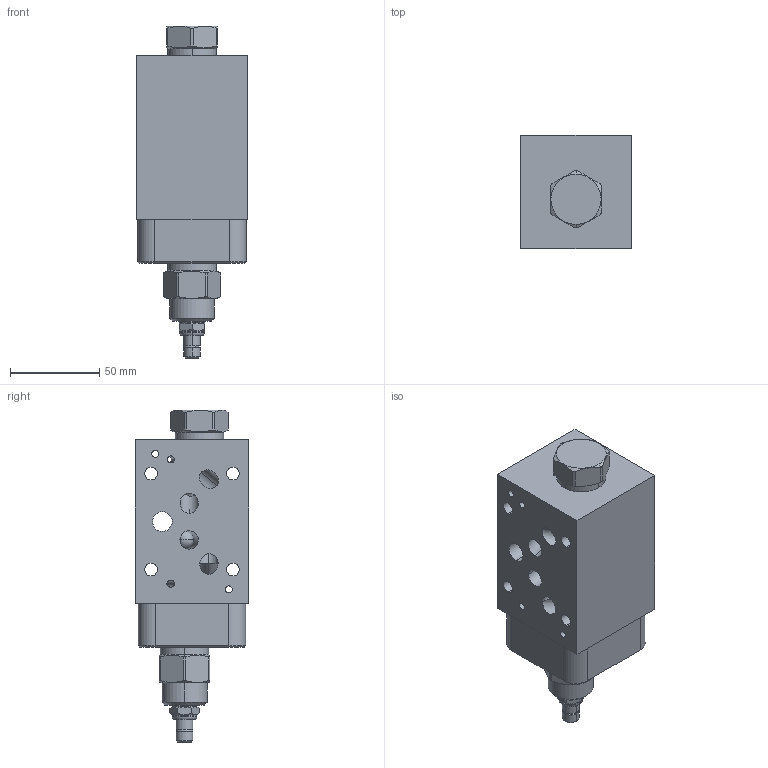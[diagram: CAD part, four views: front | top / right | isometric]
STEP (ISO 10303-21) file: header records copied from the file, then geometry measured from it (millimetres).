
FILE_DESCRIPTION((''),'2;1');
FILE_NAME('RPGCLAN-CJ2_ASM','2021-04-28T',('ProEService'),(''),'PRO/ENGINEER BY PARAMETRIC TECHNOLOGY CORPORATION, 2014200','PRO/ENGINEER BY PARAMETRIC TECHNOLOGY CORPORATION, 2014200','');
FILE_SCHEMA(('CONFIG_CONTROL_DESIGN'));
Length unit declared in the file: inch
Products named in the file (4): 150-701; RPGCLAN; CXFAXAN; RPGCLAN-CJ2_ASM
Assembly tree (3 placements, depth 2):
  RPGCLAN-CJ2_ASM
    150-701
    RPGCLAN
    CXFAXAN
Bounding box: 61.93 x 63.5 x 186.49 mm (x, y, z)
Volume: 433228.1 mm3; surface area: 80005.3 mm2
Topology: 7 solids, 8 shells, 407 faces, 1237 edges, 998 vertices
Faces by surface type: cylinder 163, plane 92, cone 76, torus 49, revolution 16, sphere 11
Entity records: 17530 total; most frequent: CARTESIAN_POINT 6528, DIRECTION 2351, ORIENTED_EDGE 1950, EDGE_CURVE 975, AXIS2_PLACEMENT_3D 877, VERTEX_POINT 604, VECTOR 581, LINE 581
